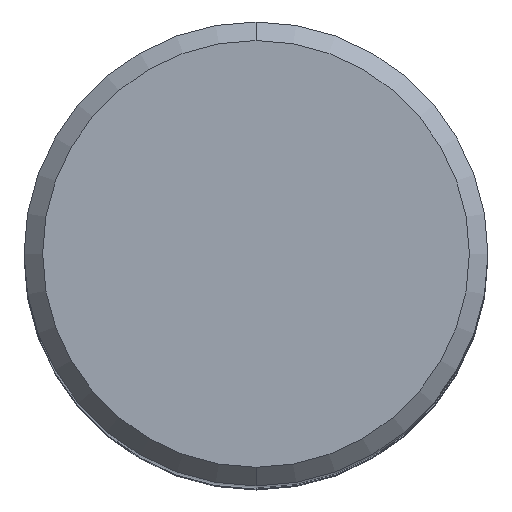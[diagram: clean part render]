
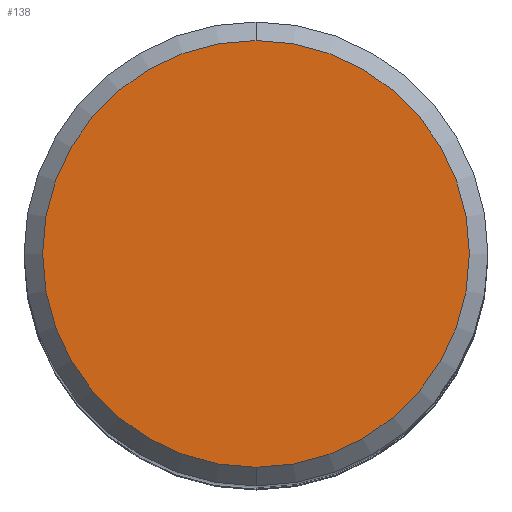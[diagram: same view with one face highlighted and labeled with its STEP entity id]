
A CAD part, top view. The second image highlights one B-rep face of the part: STEP entity #138.
In plain terms, the highlighted planar face has unit normal (0, 0, 1).
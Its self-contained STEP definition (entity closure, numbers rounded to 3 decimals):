
#124=VERTEX_POINT('',#314);
#138=ADVANCED_FACE('',(#329),#330,.T.);
#162=VERTEX_POINT('',#363);
#214=EDGE_CURVE('',#162,#124,#423,.T.);
#226=EDGE_CURVE('',#124,#162,#436,.T.);
#314=CARTESIAN_POINT('',(0.0,11.5,0.0));
#329=FACE_OUTER_BOUND('',#544,.T.);
#330=PLANE('',#545);
#363=CARTESIAN_POINT('',(0.,-11.5,0.0));
#423=CIRCLE('',#650,11.5);
#436=CIRCLE('',#665,11.5);
#544=EDGE_LOOP('',(#788,#789));
#545=AXIS2_PLACEMENT_3D('',#790,#791,#792);
#650=AXIS2_PLACEMENT_3D('',#925,#926,#927);
#665=AXIS2_PLACEMENT_3D('',#938,#939,#940);
#788=ORIENTED_EDGE('',*,*,#226,.F.);
#789=ORIENTED_EDGE('',*,*,#214,.F.);
#790=CARTESIAN_POINT('',(0.0,5.75,0.0));
#791=DIRECTION('',(-0.0,0.0,1.0));
#792=DIRECTION('',(0.0,-1.0,0.0));
#925=CARTESIAN_POINT('',(0.0,0.0,0.0));
#926=DIRECTION('',(0.0,0.0,-1.0));
#927=DIRECTION('',(0.0,1.0,0.0));
#938=CARTESIAN_POINT('',(0.0,0.0,0.0));
#939=DIRECTION('',(0.0,0.0,-1.0));
#940=DIRECTION('',(0.0,1.0,0.0));
